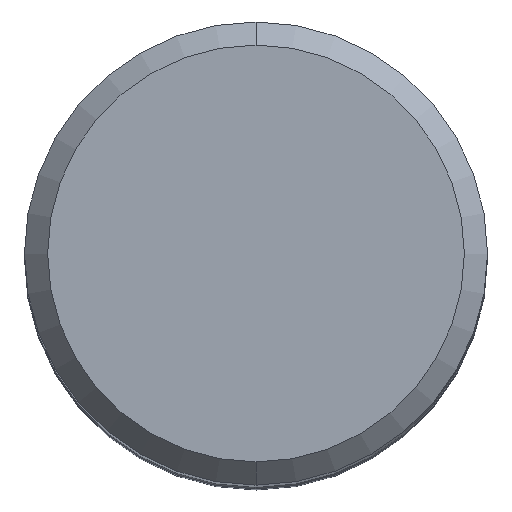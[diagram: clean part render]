
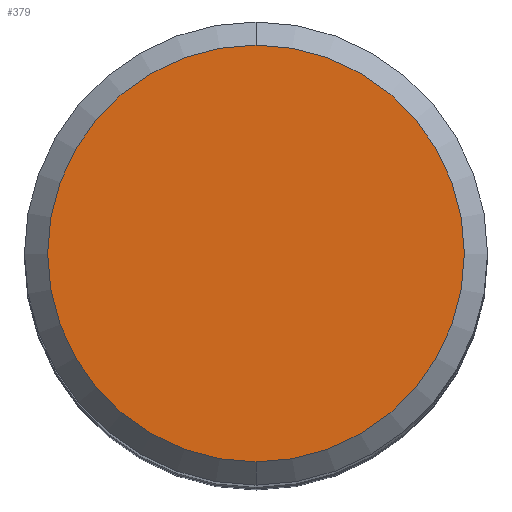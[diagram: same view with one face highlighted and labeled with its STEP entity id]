
A CAD part, top view. The second image highlights one B-rep face of the part: STEP entity #379.
In plain terms, the highlighted planar face has unit normal (0, 0, 1).
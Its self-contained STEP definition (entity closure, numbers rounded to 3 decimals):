
#241=VERTEX_POINT('',#570);
#297=EDGE_CURVE('',#241,#405,#632,.T.);
#351=EDGE_CURVE('',#405,#241,#690,.T.);
#379=ADVANCED_FACE('',(#724),#725,.T.);
#405=VERTEX_POINT('',#752);
#570=CARTESIAN_POINT('',(0.,-9.0,0.0));
#632=CIRCLE('',#1140,9.0);
#690=CIRCLE('',#1278,9.0);
#724=FACE_OUTER_BOUND('',#1319,.T.);
#725=PLANE('',#1320);
#752=CARTESIAN_POINT('',(0.0,9.0,0.0));
#1140=AXIS2_PLACEMENT_3D('',#1826,#1827,#1828);
#1278=AXIS2_PLACEMENT_3D('',#1889,#1890,#1891);
#1319=EDGE_LOOP('',(#1947,#1948));
#1320=AXIS2_PLACEMENT_3D('',#1949,#1950,#1951);
#1826=CARTESIAN_POINT('',(0.0,0.0,0.0));
#1827=DIRECTION('',(0.0,0.0,-1.0));
#1828=DIRECTION('',(0.0,1.0,0.0));
#1889=CARTESIAN_POINT('',(0.0,0.0,0.0));
#1890=DIRECTION('',(0.0,0.0,-1.0));
#1891=DIRECTION('',(0.0,1.0,0.0));
#1947=ORIENTED_EDGE('',*,*,#351,.F.);
#1948=ORIENTED_EDGE('',*,*,#297,.F.);
#1949=CARTESIAN_POINT('',(0.0,4.5,0.0));
#1950=DIRECTION('',(-0.0,0.0,1.0));
#1951=DIRECTION('',(0.0,-1.0,0.0));
